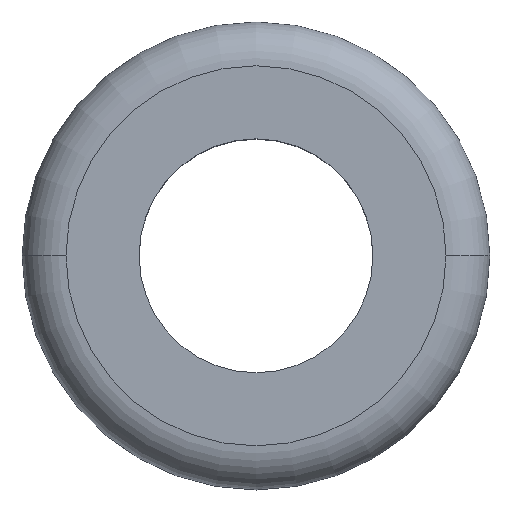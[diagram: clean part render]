
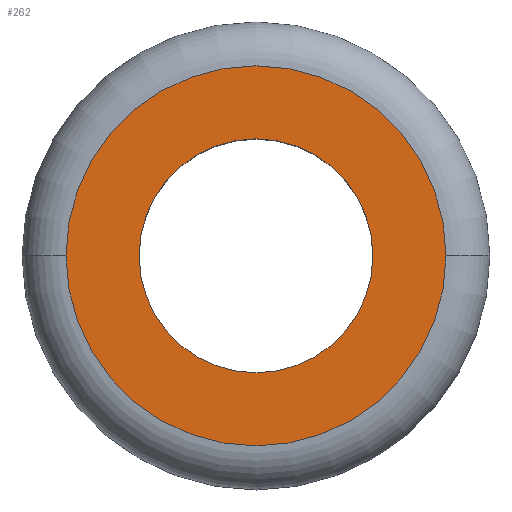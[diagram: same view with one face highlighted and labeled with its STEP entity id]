
A CAD part, top view. The second image highlights one B-rep face of the part: STEP entity #262.
In plain terms, the highlighted planar face has unit normal (0, 0, 1).
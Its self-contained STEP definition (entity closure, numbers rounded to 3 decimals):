
#15 = EDGE_CURVE ( 'NONE', #133, #103, #89, .T. ) ;
#28 = EDGE_LOOP ( 'NONE', ( #389, #176 ) ) ;
#30 = EDGE_LOOP ( 'NONE', ( #406, #285 ) ) ;
#41 = CARTESIAN_POINT ( 'NONE',  ( 98.063, 0., 138.525 ) ) ;
#64 = DIRECTION ( 'NONE',  ( -1., 0., 0. ) ) ;
#75 = AXIS2_PLACEMENT_3D ( 'NONE', #375, #221, #426 ) ;
#89 = CIRCLE ( 'NONE', #178, 3.25 ) ;
#100 = FACE_OUTER_BOUND ( 'NONE', #28, .T. ) ;
#103 = VERTEX_POINT ( 'NONE', #41 ) ;
#127 = DIRECTION ( 'NONE',  ( -1., 0., 0. ) ) ;
#133 = VERTEX_POINT ( 'NONE', #240 ) ;
#155 = CIRCLE ( 'NONE', #429, 2. ) ;
#159 = CARTESIAN_POINT ( 'NONE',  ( 94.813, 0., 138.525 ) ) ;
#169 = CARTESIAN_POINT ( 'NONE',  ( 94.813, 0., 138.525 ) ) ;
#174 = DIRECTION ( 'NONE',  ( 0., 0., -1. ) ) ;
#176 = ORIENTED_EDGE ( 'NONE', *, *, #363, .F. ) ;
#178 = AXIS2_PLACEMENT_3D ( 'NONE', #169, #174, #64 ) ;
#181 = AXIS2_PLACEMENT_3D ( 'NONE', #292, #276, #417 ) ;
#202 = FACE_BOUND ( 'NONE', #30, .T. ) ;
#203 = DIRECTION ( 'NONE',  ( 0., 0., -1. ) ) ;
#205 = EDGE_CURVE ( 'NONE', #314, #380, #279, .T. ) ;
#221 = DIRECTION ( 'NONE',  ( 0., 0., -1. ) ) ;
#231 = DIRECTION ( 'NONE',  ( 1., 0., 0. ) ) ;
#234 = CIRCLE ( 'NONE', #181, 3.25 ) ;
#240 = CARTESIAN_POINT ( 'NONE',  ( 91.563, 0., 138.525 ) ) ;
#262 = ADVANCED_FACE ( 'NONE', ( #202, #100 ), #266, .T. ) ;
#266 = PLANE ( 'NONE',  #299 ) ;
#276 = DIRECTION ( 'NONE',  ( 0., 0., -1. ) ) ;
#279 = CIRCLE ( 'NONE', #75, 2. ) ;
#285 = ORIENTED_EDGE ( 'NONE', *, *, #205, .T. ) ;
#292 = CARTESIAN_POINT ( 'NONE',  ( 94.813, 0., 138.525 ) ) ;
#299 = AXIS2_PLACEMENT_3D ( 'NONE', #447, #430, #231 ) ;
#314 = VERTEX_POINT ( 'NONE', #461 ) ;
#338 = CARTESIAN_POINT ( 'NONE',  ( 92.813, 0., 138.525 ) ) ;
#363 = EDGE_CURVE ( 'NONE', #103, #133, #234, .T. ) ;
#375 = CARTESIAN_POINT ( 'NONE',  ( 94.813, 0., 138.525 ) ) ;
#380 = VERTEX_POINT ( 'NONE', #338 ) ;
#389 = ORIENTED_EDGE ( 'NONE', *, *, #15, .F. ) ;
#406 = ORIENTED_EDGE ( 'NONE', *, *, #454, .T. ) ;
#417 = DIRECTION ( 'NONE',  ( -1., 0., 0. ) ) ;
#426 = DIRECTION ( 'NONE',  ( -1., 0., 0. ) ) ;
#429 = AXIS2_PLACEMENT_3D ( 'NONE', #159, #203, #127 ) ;
#430 = DIRECTION ( 'NONE',  ( 0., 0., 1. ) ) ;
#447 = CARTESIAN_POINT ( 'NONE',  ( 98.063, 0., 138.525 ) ) ;
#454 = EDGE_CURVE ( 'NONE', #380, #314, #155, .T. ) ;
#461 = CARTESIAN_POINT ( 'NONE',  ( 96.813, 0., 138.525 ) ) ;
